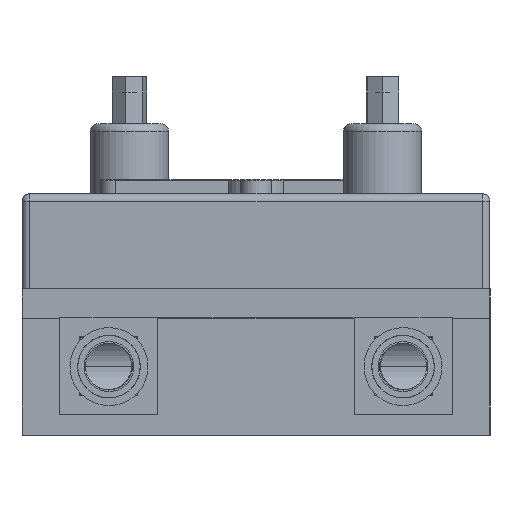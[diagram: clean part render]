
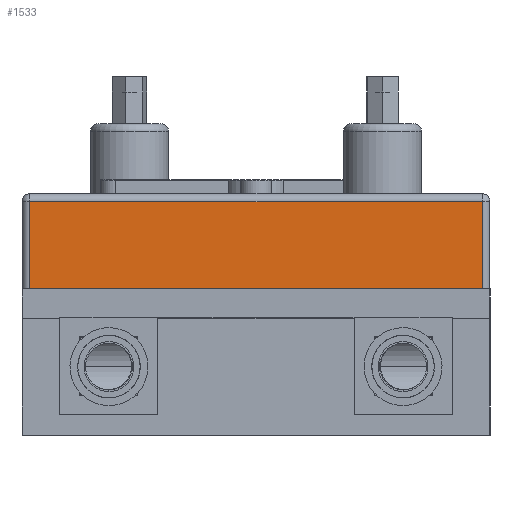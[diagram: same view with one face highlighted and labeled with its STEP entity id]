
A CAD part, left-side view. The second image highlights one B-rep face of the part: STEP entity #1533.
In plain terms, the highlighted planar face has unit normal (-1, 0, 0).
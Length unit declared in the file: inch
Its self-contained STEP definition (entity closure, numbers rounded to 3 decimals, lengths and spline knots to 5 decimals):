
#227 = LINE ( 'NONE', #5337, #7605 ) ;
#739 = CARTESIAN_POINT ( 'NONE',  ( -1.5, 0., -1.45 ) ) ;
#1533 = ADVANCED_FACE ( 'NONE', ( #2448 ), #5164, .F. ) ;
#1739 = EDGE_CURVE ( 'NONE', #2282, #10292, #227, .T. ) ;
#2282 = VERTEX_POINT ( 'NONE', #5625 ) ;
#2376 = CARTESIAN_POINT ( 'NONE',  ( -1.5, 0.61, 1.5 ) ) ;
#2448 = FACE_OUTER_BOUND ( 'NONE', #4216, .T. ) ;
#3159 = AXIS2_PLACEMENT_3D ( 'NONE', #2376, #7991, #4235 ) ;
#3213 = ORIENTED_EDGE ( 'NONE', *, *, #10246, .T. ) ;
#3453 = EDGE_CURVE ( 'NONE', #4186, #2282, #7201, .T. ) ;
#4013 = CARTESIAN_POINT ( 'NONE',  ( -1.5, 0.61, 1.45 ) ) ;
#4186 = VERTEX_POINT ( 'NONE', #5525 ) ;
#4216 = EDGE_LOOP ( 'NONE', ( #8664, #9746, #3213, #6266 ) ) ;
#4235 = DIRECTION ( 'NONE',  ( 0., 0., -1. ) ) ;
#4534 = LINE ( 'NONE', #11118, #7347 ) ;
#5164 = PLANE ( 'NONE',  #3159 ) ;
#5337 = CARTESIAN_POINT ( 'NONE',  ( -1.5, 0.61, -1.45 ) ) ;
#5525 = CARTESIAN_POINT ( 'NONE',  ( -1.5, 0.56, 1.45 ) ) ;
#5625 = CARTESIAN_POINT ( 'NONE',  ( -1.5, 0.56, -1.45 ) ) ;
#5854 = DIRECTION ( 'NONE',  ( 0., 0., -1. ) ) ;
#6012 = LINE ( 'NONE', #4013, #6592 ) ;
#6266 = ORIENTED_EDGE ( 'NONE', *, *, #7575, .T. ) ;
#6592 = VECTOR ( 'NONE', #6790, 39.37008 ) ;
#6790 = DIRECTION ( 'NONE',  ( 0., 1., 0. ) ) ;
#6887 = VECTOR ( 'NONE', #5854, 39.37008 ) ;
#7201 = LINE ( 'NONE', #10583, #6887 ) ;
#7347 = VECTOR ( 'NONE', #8240, 39.37008 ) ;
#7575 = EDGE_CURVE ( 'NONE', #11131, #4186, #6012, .T. ) ;
#7605 = VECTOR ( 'NONE', #10880, 39.37008 ) ;
#7824 = CARTESIAN_POINT ( 'NONE',  ( -1.5, 0., 1.45 ) ) ;
#7991 = DIRECTION ( 'NONE',  ( 1., 0., 0. ) ) ;
#8240 = DIRECTION ( 'NONE',  ( 0., 0., 1. ) ) ;
#8664 = ORIENTED_EDGE ( 'NONE', *, *, #3453, .T. ) ;
#9746 = ORIENTED_EDGE ( 'NONE', *, *, #1739, .T. ) ;
#10246 = EDGE_CURVE ( 'NONE', #10292, #11131, #4534, .T. ) ;
#10292 = VERTEX_POINT ( 'NONE', #739 ) ;
#10583 = CARTESIAN_POINT ( 'NONE',  ( -1.5, 0.56, 1.5 ) ) ;
#10880 = DIRECTION ( 'NONE',  ( 0., -1., 0. ) ) ;
#11118 = CARTESIAN_POINT ( 'NONE',  ( -1.5, 0., 1.5 ) ) ;
#11131 = VERTEX_POINT ( 'NONE', #7824 ) ;
